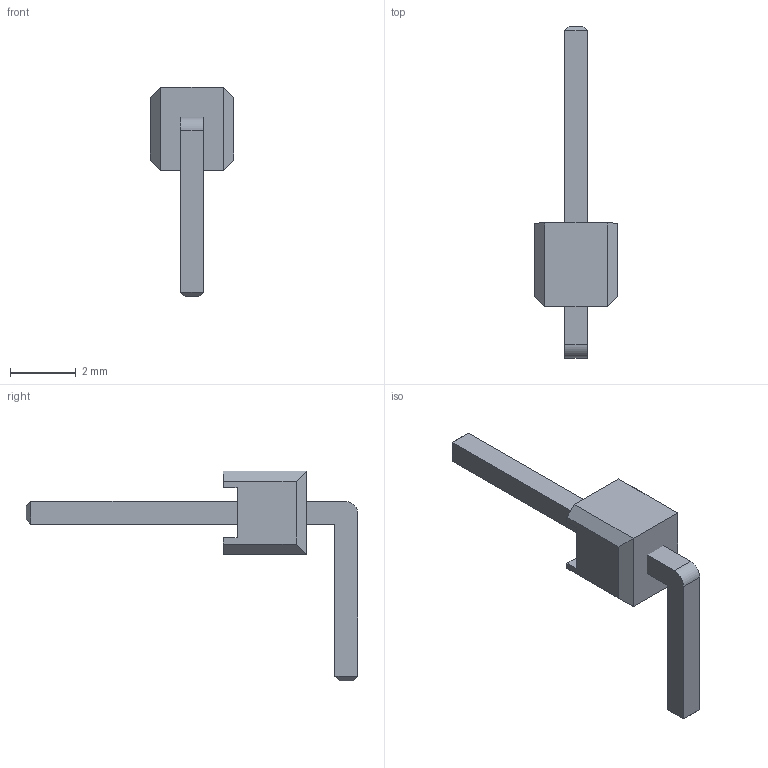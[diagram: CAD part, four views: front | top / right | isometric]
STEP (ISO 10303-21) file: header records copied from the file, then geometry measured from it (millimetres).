
FILE_DESCRIPTION( ( '' ), ' ' );
FILE_NAME( '576f96e5e4b0786d632d5e90.step', '2016-06-26T08:48:38', ( '' ), ( '' ), ' ', ' ', ' ' );
FILE_SCHEMA( ( 'AUTOMOTIVE_DESIGN { 1 0 10303 214 1 1 1 1 }' ) );
Length unit declared in the file: metre
Products named in the file (2): Part 2; Part 1
Bounding box: 2.54 x 10.1 x 6.39 mm (x, y, z)
Volume: 21.2 mm3; surface area: 78.3 mm2
Topology: 2 solids, 2 shells, 33 faces, 75 edges, 46 vertices
Faces by surface type: plane 32, cylinder 1
Entity records: 1185 total; most frequent: CARTESIAN_POINT 156, ORIENTED_EDGE 150, DIRECTION 147, EDGE_CURVE 75, LINE 73, VECTOR 73, VERTEX_POINT 46, AXIS2_PLACEMENT_3D 37
